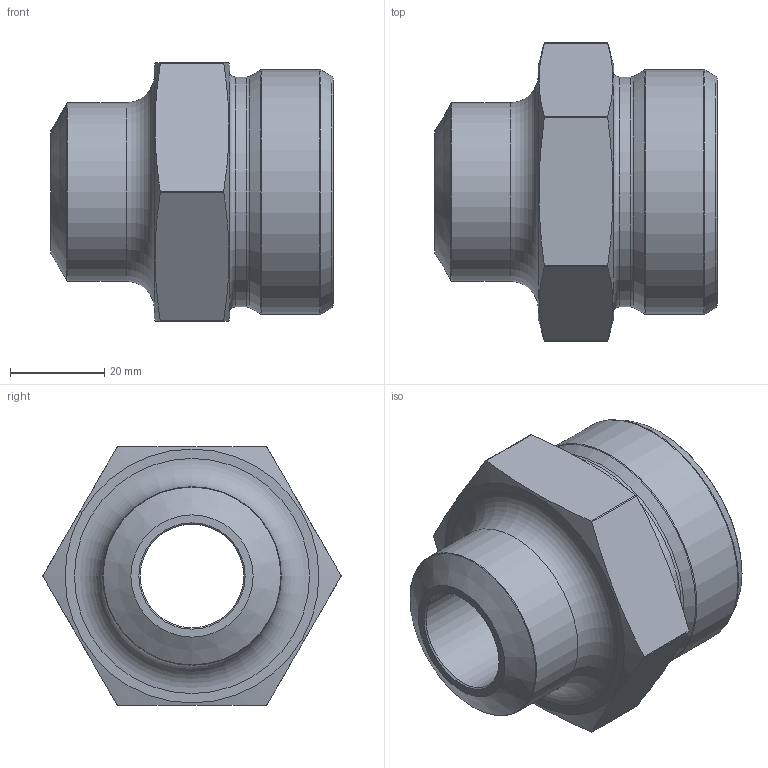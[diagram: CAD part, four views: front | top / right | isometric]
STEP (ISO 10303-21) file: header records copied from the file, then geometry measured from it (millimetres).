
FILE_DESCRIPTION(/* description */ (''),/* implementation_level */ '2;1');
FILE_NAME(/* name */ 'X-GAV388.stp',/* time_stamp */ '2025-01-17T11:22:17+01:00',/* author */ (''),/* organization */ (''),/* preprocessor_version */ 'ST-DEVELOPER v16',/* originating_system */ 'SIEMENS PLM Software NX 10.0',/* authorisation */ '');
FILE_SCHEMA (('CONFIG_CONTROL_DESIGN'));
Length unit declared in the file: millimetre
Products named in the file (1): X-GAV388
Bounding box: 60 x 63.42 x 55 mm (x, y, z)
Volume: 75065.2 mm3; surface area: 17587.1 mm2
Topology: 1 solids, 1 shells, 39 faces, 90 edges, 56 vertices
Faces by surface type: plane 11, cylinder 11, torus 9, cone 8
Full cylindrical faces by diameter (mm): 22 x1, 38 x1, 38.345 x1, 48.9 x1, 52 x1
Entity records: 1166 total; most frequent: CARTESIAN_POINT 348, DIRECTION 144, ORIENTED_EDGE 124, EDGE_LOOP 66, AXIS2_PLACEMENT_3D 66, EDGE_CURVE 62, FACE_BOUND 54, VERTEX_POINT 50
